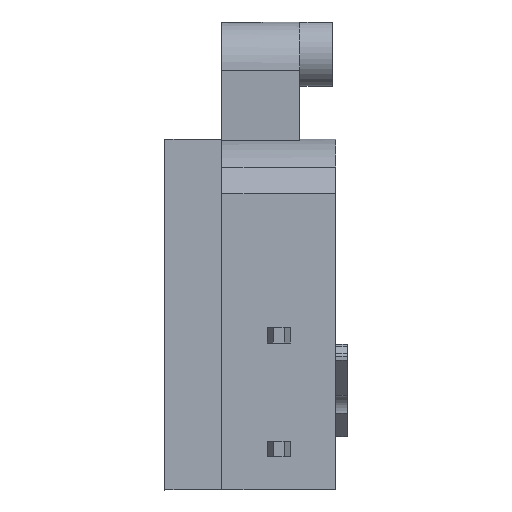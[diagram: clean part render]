
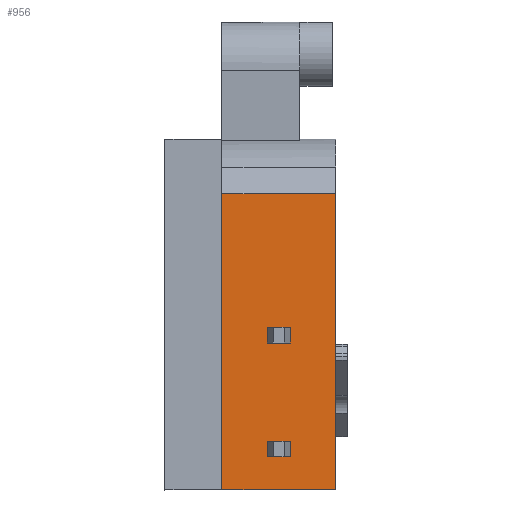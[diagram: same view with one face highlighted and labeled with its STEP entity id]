
A CAD part, left-side view. The second image highlights one B-rep face of the part: STEP entity #956.
In plain terms, the highlighted planar face has unit normal (-1, 0, 0).
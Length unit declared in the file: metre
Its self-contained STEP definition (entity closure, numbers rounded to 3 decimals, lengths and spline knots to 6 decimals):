
#956=ADVANCED_FACE('',(#2490,#2491,#2492),#2493,.T.);
#1042=EDGE_CURVE('',#2618,#2622,#2623,.T.);
#1140=EDGE_CURVE('',#2765,#2762,#2766,.T.);
#1154=EDGE_CURVE('',#2784,#2785,#2786,.T.);
#1290=EDGE_CURVE('',#2972,#2973,#2974,.T.);
#1314=EDGE_CURVE('',#3004,#3005,#3006,.T.);
#1352=EDGE_CURVE('',#3052,#3055,#3056,.T.);
#1360=EDGE_CURVE('',#2762,#3055,#3064,.T.);
#1436=EDGE_CURVE('',#2972,#3005,#3158,.T.);
#1452=EDGE_CURVE('',#3052,#2765,#3177,.T.);
#1486=EDGE_CURVE('',#3004,#2973,#3216,.T.);
#1488=EDGE_CURVE('',#2784,#2618,#3218,.T.);
#1490=EDGE_CURVE('',#2622,#2785,#3220,.T.);
#2490=FACE_BOUND('',#4477,.T.);
#2491=FACE_BOUND('',#4478,.T.);
#2492=FACE_OUTER_BOUND('',#4479,.T.);
#2493=PLANE('',#4480);
#2618=VERTEX_POINT('',#4681);
#2622=VERTEX_POINT('',#4687);
#2623=LINE('',#4688,#4689);
#2762=VERTEX_POINT('',#4915);
#2765=VERTEX_POINT('',#4920);
#2766=LINE('',#4921,#4922);
#2784=VERTEX_POINT('',#4952);
#2785=VERTEX_POINT('',#4953);
#2786=LINE('',#4954,#4955);
#2972=VERTEX_POINT('',#5277);
#2973=VERTEX_POINT('',#5278);
#2974=LINE('',#5279,#5280);
#3004=VERTEX_POINT('',#5331);
#3005=VERTEX_POINT('',#5332);
#3006=LINE('',#5333,#5334);
#3052=VERTEX_POINT('',#5408);
#3055=VERTEX_POINT('',#5413);
#3056=LINE('',#5414,#5415);
#3064=LINE('',#5430,#5431);
#3158=LINE('',#5589,#5590);
#3177=LINE('',#5620,#5621);
#3216=LINE('',#5687,#5688);
#3218=LINE('',#5691,#5692);
#3220=LINE('',#5695,#5696);
#4477=EDGE_LOOP('',(#7946,#7947,#7948,#7949));
#4478=EDGE_LOOP('',(#7950,#7951,#7952,#7953));
#4479=EDGE_LOOP('',(#7954,#7955,#7956,#7957));
#4480=AXIS2_PLACEMENT_3D('',#7958,#7959,#7960);
#4681=CARTESIAN_POINT('',(-0.185588,0.061439,-0.06529));
#4687=CARTESIAN_POINT('',(-0.185588,0.060439,-0.06529));
#4688=CARTESIAN_POINT('',(-0.185588,0.063459,-0.06529));
#4689=VECTOR('',#8054,1.0);
#4915=CARTESIAN_POINT('',(-0.185588,0.063439,-0.07174));
#4920=CARTESIAN_POINT('',(-0.185588,0.063439,-0.058744));
#4921=CARTESIAN_POINT('',(-0.185588,0.063439,-0.07174));
#4922=VECTOR('',#8119,1.0);
#4952=CARTESIAN_POINT('',(-0.185588,0.061439,-0.06459));
#4953=CARTESIAN_POINT('',(-0.185588,0.060439,-0.06459));
#4954=CARTESIAN_POINT('',(-0.185588,0.063459,-0.06459));
#4955=VECTOR('',#8128,1.0);
#5277=CARTESIAN_POINT('',(-0.185588,0.061439,-0.06959));
#5278=CARTESIAN_POINT('',(-0.185588,0.060439,-0.06959));
#5279=CARTESIAN_POINT('',(-0.185588,0.063459,-0.06959));
#5280=VECTOR('',#8217,1.0);
#5331=CARTESIAN_POINT('',(-0.185588,0.060439,-0.07029));
#5332=CARTESIAN_POINT('',(-0.185588,0.061439,-0.07029));
#5333=CARTESIAN_POINT('',(-0.185588,0.063459,-0.07029));
#5334=VECTOR('',#8233,1.0);
#5408=CARTESIAN_POINT('',(-0.185588,0.058439,-0.058744));
#5413=CARTESIAN_POINT('',(-0.185588,0.058439,-0.07174));
#5414=CARTESIAN_POINT('',(-0.185588,0.058439,-0.07174));
#5415=VECTOR('',#8266,1.0);
#5430=CARTESIAN_POINT('',(-0.185588,0.063439,-0.07174));
#5431=VECTOR('',#8270,1.0);
#5589=CARTESIAN_POINT('',(-0.185588,0.061439,-0.071736));
#5590=VECTOR('',#8330,1.0);
#5620=CARTESIAN_POINT('',(-0.185588,0.063439,-0.058744));
#5621=VECTOR('',#8346,1.0);
#5687=CARTESIAN_POINT('',(-0.185588,0.060439,-0.071736));
#5688=VECTOR('',#8375,1.0);
#5691=CARTESIAN_POINT('',(-0.185588,0.061439,-0.071776));
#5692=VECTOR('',#8376,1.0);
#5695=CARTESIAN_POINT('',(-0.185588,0.060439,-0.071776));
#5696=VECTOR('',#8377,1.0);
#7946=ORIENTED_EDGE('',*,*,#1486,.F.);
#7947=ORIENTED_EDGE('',*,*,#1314,.T.);
#7948=ORIENTED_EDGE('',*,*,#1436,.F.);
#7949=ORIENTED_EDGE('',*,*,#1290,.T.);
#7950=ORIENTED_EDGE('',*,*,#1042,.F.);
#7951=ORIENTED_EDGE('',*,*,#1488,.F.);
#7952=ORIENTED_EDGE('',*,*,#1154,.T.);
#7953=ORIENTED_EDGE('',*,*,#1490,.F.);
#7954=ORIENTED_EDGE('',*,*,#1452,.T.);
#7955=ORIENTED_EDGE('',*,*,#1140,.T.);
#7956=ORIENTED_EDGE('',*,*,#1360,.T.);
#7957=ORIENTED_EDGE('',*,*,#1352,.F.);
#7958=CARTESIAN_POINT('',(-0.185588,0.063439,-0.07174));
#7959=DIRECTION('',(-1.0,0.,0.));
#7960=DIRECTION('',(0.,0.0,1.0));
#8054=DIRECTION('',(0.,-1.0,0.));
#8119=DIRECTION('',(0.,0.,-1.0));
#8128=DIRECTION('',(0.,-1.0,0.));
#8217=DIRECTION('',(0.,-1.0,0.));
#8233=DIRECTION('',(0.,1.0,0.));
#8266=DIRECTION('',(0.,0.,-1.0));
#8270=DIRECTION('',(0.,-1.0,0.));
#8330=DIRECTION('',(0.,0.,-1.0));
#8346=DIRECTION('',(0.,1.0,0.));
#8375=DIRECTION('',(0.,0.,1.0));
#8376=DIRECTION('',(0.,0.,-1.0));
#8377=DIRECTION('',(0.,0.,1.0));
